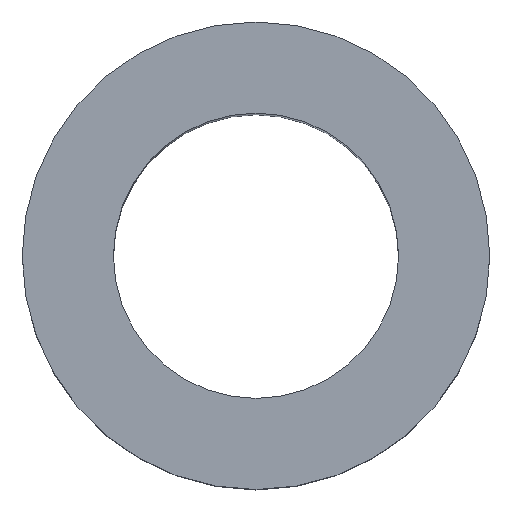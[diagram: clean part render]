
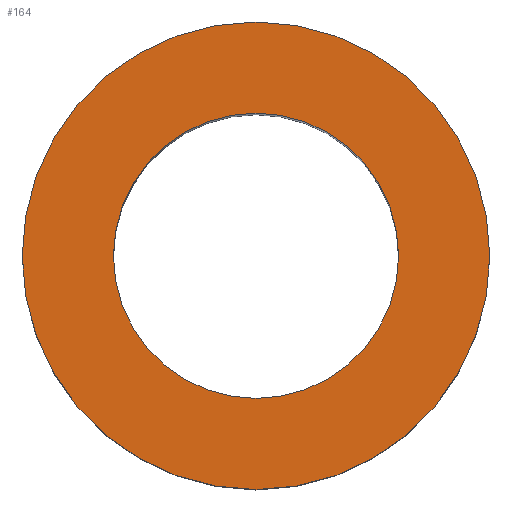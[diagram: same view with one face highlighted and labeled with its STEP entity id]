
A CAD part, top view. The second image highlights one B-rep face of the part: STEP entity #164.
In plain terms, the highlighted planar face has unit normal (0, 0, 1).
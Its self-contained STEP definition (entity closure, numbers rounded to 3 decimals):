
#57=CARTESIAN_POINT('Axis2P3D Location',(0.,0.,40.)) ;
#61=CARTESIAN_POINT('Vertex',(6.1,0.,40.)) ;
#63=CARTESIAN_POINT('Vertex',(-6.1,0.,40.)) ;
#92=CARTESIAN_POINT('Axis2P3D Location',(0.,0.,40.)) ;
#137=CARTESIAN_POINT('Axis2P3D Location',(0.,0.,40.)) ;
#142=CARTESIAN_POINT('Axis2P3D Location',(0.,0.,40.)) ;
#146=CARTESIAN_POINT('Vertex',(10.,0.,40.)) ;
#148=CARTESIAN_POINT('Vertex',(-10.,0.,40.)) ;
#151=CARTESIAN_POINT('Axis2P3D Location',(0.,0.,40.)) ;
#58=DIRECTION('Axis2P3D Direction',(0.,0.,-1.)) ;
#93=DIRECTION('Axis2P3D Direction',(0.,0.,-1.)) ;
#138=DIRECTION('Axis2P3D Direction',(0.,0.,1.)) ;
#139=DIRECTION('Axis2P3D XDirection',(1.,0.,0.)) ;
#143=DIRECTION('Axis2P3D Direction',(0.,0.,1.)) ;
#152=DIRECTION('Axis2P3D Direction',(0.,0.,1.)) ;
#59=AXIS2_PLACEMENT_3D('Circle Axis2P3D',#57,#58,$) ;
#94=AXIS2_PLACEMENT_3D('Circle Axis2P3D',#92,#93,$) ;
#140=AXIS2_PLACEMENT_3D('Plane Axis2P3D',#137,#138,#139) ;
#144=AXIS2_PLACEMENT_3D('Circle Axis2P3D',#142,#143,$) ;
#153=AXIS2_PLACEMENT_3D('Circle Axis2P3D',#151,#152,$) ;
#157=ORIENTED_EDGE('',*,*,#150,.T.) ;
#158=ORIENTED_EDGE('',*,*,#155,.T.) ;
#161=ORIENTED_EDGE('',*,*,#96,.F.) ;
#162=ORIENTED_EDGE('',*,*,#65,.F.) ;
#163=FACE_BOUND('',#160,.T.) ;
#164=ADVANCED_FACE('Corps principal',(#159,#163),#141,.T.) ;
#60=CIRCLE('generated circle',#59,6.1) ;
#95=CIRCLE('generated circle',#94,6.1) ;
#145=CIRCLE('generated circle',#144,10.) ;
#154=CIRCLE('generated circle',#153,10.) ;
#65=EDGE_CURVE('',#62,#64,#60,.F.) ;
#96=EDGE_CURVE('',#64,#62,#95,.F.) ;
#150=EDGE_CURVE('',#147,#149,#145,.T.) ;
#155=EDGE_CURVE('',#149,#147,#154,.T.) ;
#156=EDGE_LOOP('',(#157,#158)) ;
#160=EDGE_LOOP('',(#161,#162)) ;
#159=FACE_OUTER_BOUND('',#156,.T.) ;
#141=PLANE('Plane',#140) ;
#62=VERTEX_POINT('',#61) ;
#64=VERTEX_POINT('',#63) ;
#147=VERTEX_POINT('',#146) ;
#149=VERTEX_POINT('',#148) ;
